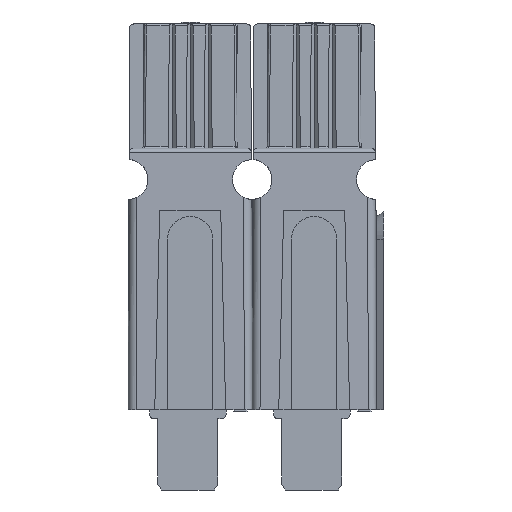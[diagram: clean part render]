
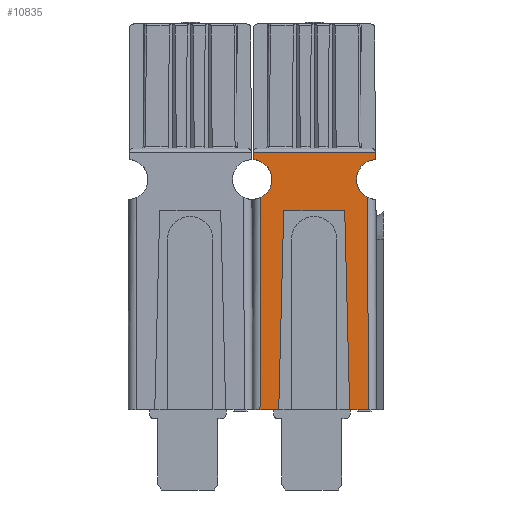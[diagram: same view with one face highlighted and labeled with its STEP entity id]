
A CAD part, front view. The second image highlights one B-rep face of the part: STEP entity #10835.
In plain terms, the highlighted planar face has unit normal (0, -1, 0.004).
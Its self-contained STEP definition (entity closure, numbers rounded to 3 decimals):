
#5268 = VERTEX_POINT('',#5269);
#5269 = CARTESIAN_POINT('',(0.214,-3.478,
    16.56));
#5327 = VERTEX_POINT('',#5328);
#5328 = CARTESIAN_POINT('',(7.996,-3.478,
    16.56));
#7211 = VERTEX_POINT('',#7212);
#7212 = CARTESIAN_POINT('',(7.5,-3.491,
    13.695));
#7225 = EDGE_CURVE('',#7226,#7211,#7228,.T.);
#7226 = VERTEX_POINT('',#7227);
#7227 = CARTESIAN_POINT('',(7.998,-3.48,
    16.099));
#7228 = ELLIPSE('',#7229,1.27,1.27);
#7229 = AXIS2_PLACEMENT_3D('',#7230,#7231,#7232);
#7230 = CARTESIAN_POINT('',(8.067,-3.486,14.831));
#7231 = DIRECTION('',(0.,-1.,
    0.004));
#7232 = DIRECTION('',(0.,0.004,
    1.));
#7259 = VERTEX_POINT('',#7260);
#7260 = CARTESIAN_POINT('',(6.366,-3.55,0.15));
#7266 = EDGE_CURVE('',#7259,#7267,#7269,.T.);
#7267 = VERTEX_POINT('',#7268);
#7268 = CARTESIAN_POINT('',(6.048,-3.495,12.85));
#7269 = LINE('',#7270,#7271);
#7270 = CARTESIAN_POINT('',(6.362,-3.549,
    0.305));
#7271 = VECTOR('',#7272,1.);
#7272 = DIRECTION('',(-0.025,0.004,
    1.));
#7289 = EDGE_CURVE('',#7267,#7290,#7292,.T.);
#7290 = VERTEX_POINT('',#7291);
#7291 = CARTESIAN_POINT('',(2.162,-3.495,12.85));
#7292 = LINE('',#7293,#7294);
#7293 = CARTESIAN_POINT('',(0.143,-3.495,12.85));
#7294 = VECTOR('',#7295,1.);
#7295 = DIRECTION('',(-1.,0.,0.));
#7319 = EDGE_CURVE('',#7320,#7290,#7322,.T.);
#7320 = VERTEX_POINT('',#7321);
#7321 = CARTESIAN_POINT('',(1.844,-3.55,0.15));
#7322 = LINE('',#7323,#7324);
#7323 = CARTESIAN_POINT('',(1.843,-3.55,
    0.107));
#7324 = VECTOR('',#7325,1.);
#7325 = DIRECTION('',(0.025,0.004,
    1.));
#7342 = EDGE_CURVE('',#7343,#7345,#7347,.T.);
#7343 = VERTEX_POINT('',#7344);
#7344 = CARTESIAN_POINT('',(0.71,-3.491,
    13.695));
#7345 = VERTEX_POINT('',#7346);
#7346 = CARTESIAN_POINT('',(0.212,-3.48,
    16.099));
#7347 = ELLIPSE('',#7348,1.27,1.27);
#7348 = AXIS2_PLACEMENT_3D('',#7349,#7350,#7351);
#7349 = CARTESIAN_POINT('',(0.143,-3.486,14.831));
#7350 = DIRECTION('',(0.,-1.,
    0.004));
#7351 = DIRECTION('',(0.,0.004,
    1.));
#7413 = EDGE_CURVE('',#5268,#7345,#7414,.T.);
#7414 = LINE('',#7415,#7416);
#7415 = CARTESIAN_POINT('',(0.143,-3.55,0.15));
#7416 = VECTOR('',#7417,1.);
#7417 = DIRECTION('',(-0.004,-0.004,
    -1.));
#7433 = EDGE_CURVE('',#5327,#5268,#7434,.T.);
#7434 = LINE('',#7435,#7436);
#7435 = CARTESIAN_POINT('',(0.215,-3.478,
    16.56));
#7436 = VECTOR('',#7437,1.);
#7437 = DIRECTION('',(-1.,0.,0.));
#7451 = EDGE_CURVE('',#5327,#7226,#7452,.T.);
#7452 = LINE('',#7453,#7454);
#7453 = CARTESIAN_POINT('',(8.067,-3.55,
    0.185));
#7454 = VECTOR('',#7455,1.);
#7455 = DIRECTION('',(0.004,-0.004,
    -1.));
#10275 = EDGE_CURVE('',#10276,#7211,#10278,.T.);
#10276 = VERTEX_POINT('',#10277);
#10277 = CARTESIAN_POINT('',(7.559,-3.55,0.15));
#10278 = LINE('',#10279,#10280);
#10279 = CARTESIAN_POINT('',(7.501,-3.491,
    13.56));
#10280 = VECTOR('',#10281,1.);
#10281 = DIRECTION('',(-0.004,0.004,
    1.));
#10817 = VERTEX_POINT('',#10818);
#10818 = CARTESIAN_POINT('',(0.651,-3.55,0.15));
#10825 = EDGE_CURVE('',#7343,#10817,#10826,.T.);
#10826 = LINE('',#10827,#10828);
#10827 = CARTESIAN_POINT('',(0.651,-3.55,
    0.148));
#10828 = VECTOR('',#10829,1.);
#10829 = DIRECTION('',(-0.004,-0.004,
    -1.));
#10835 = ADVANCED_FACE('',(#10836),#10860,.T.);
#10836 = FACE_BOUND('',#10837,.T.);
#10837 = EDGE_LOOP('',(#10838,#10839,#10840,#10841,#10842,#10843,#10849,
    #10850,#10851,#10852,#10858,#10859));
#10838 = ORIENTED_EDGE('',*,*,#7451,.F.);
#10839 = ORIENTED_EDGE('',*,*,#7433,.T.);
#10840 = ORIENTED_EDGE('',*,*,#7413,.T.);
#10841 = ORIENTED_EDGE('',*,*,#7342,.F.);
#10842 = ORIENTED_EDGE('',*,*,#10825,.T.);
#10843 = ORIENTED_EDGE('',*,*,#10844,.T.);
#10844 = EDGE_CURVE('',#10817,#7320,#10845,.T.);
#10845 = LINE('',#10846,#10847);
#10846 = CARTESIAN_POINT('',(0.143,-3.55,0.15));
#10847 = VECTOR('',#10848,1.);
#10848 = DIRECTION('',(1.,0.,0.));
#10849 = ORIENTED_EDGE('',*,*,#7319,.T.);
#10850 = ORIENTED_EDGE('',*,*,#7289,.F.);
#10851 = ORIENTED_EDGE('',*,*,#7266,.F.);
#10852 = ORIENTED_EDGE('',*,*,#10853,.T.);
#10853 = EDGE_CURVE('',#7259,#10276,#10854,.T.);
#10854 = LINE('',#10855,#10856);
#10855 = CARTESIAN_POINT('',(0.143,-3.55,0.15));
#10856 = VECTOR('',#10857,1.);
#10857 = DIRECTION('',(1.,0.,0.));
#10858 = ORIENTED_EDGE('',*,*,#10275,.T.);
#10859 = ORIENTED_EDGE('',*,*,#7225,.F.);
#10860 = PLANE('',#10861);
#10861 = AXIS2_PLACEMENT_3D('',#10862,#10863,#10864);
#10862 = CARTESIAN_POINT('',(0.143,-3.55,0.15));
#10863 = DIRECTION('',(0.,-1.,
    0.004));
#10864 = DIRECTION('',(0.,0.004,
    1.));
